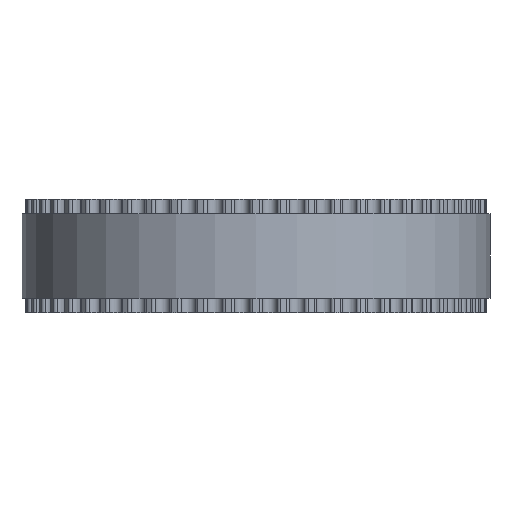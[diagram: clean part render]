
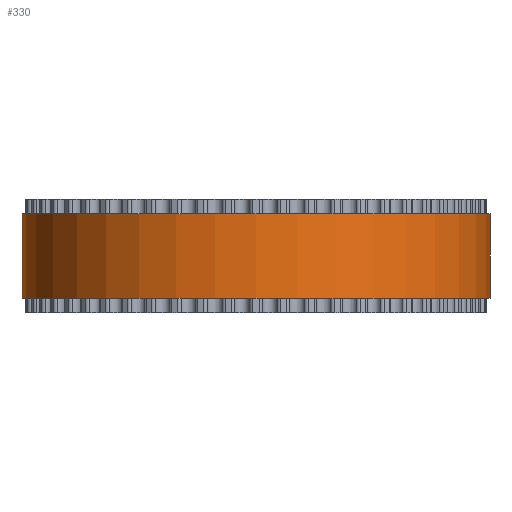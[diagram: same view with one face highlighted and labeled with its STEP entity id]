
A CAD part, front view. The second image highlights one B-rep face of the part: STEP entity #330.
In plain terms, the highlighted cylindrical face has radius 16.552 mm (diameter 33.104 mm), a full revolution.
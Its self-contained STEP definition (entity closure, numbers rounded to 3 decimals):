
#97=FACE_BOUND('',#960,.T.);
#98=FACE_BOUND('',#961,.T.);
#330=ADVANCED_FACE('',(#97,#98),#539,.T.);
#539=CYLINDRICAL_SURFACE('',#4719,16.552);
#960=EDGE_LOOP('',(#2626));
#961=EDGE_LOOP('',(#2627));
#2626=ORIENTED_EDGE('',*,*,#3670,.T.);
#2627=ORIENTED_EDGE('',*,*,#3671,.T.);
#3044=VERTEX_POINT('',#7440);
#3045=VERTEX_POINT('',#7442);
#3670=EDGE_CURVE('',#3044,#3044,#4088,.T.);
#3671=EDGE_CURVE('',#3045,#3045,#4089,.T.);
#4088=CIRCLE('',#4717,16.552);
#4089=CIRCLE('',#4718,16.552);
#4717=AXIS2_PLACEMENT_3D('',#7439,#6182,#6183);
#4718=AXIS2_PLACEMENT_3D('',#7441,#6184,#6185);
#4719=AXIS2_PLACEMENT_3D('',#7443,#6186,#6187);
#6182=DIRECTION('',(0.,0.,1.));
#6183=DIRECTION('',(1.,0.,0.));
#6184=DIRECTION('',(0.,0.,-1.));
#6185=DIRECTION('',(1.,0.,0.));
#6186=DIRECTION('',(0.,0.,1.));
#6187=DIRECTION('',(1.,0.,0.));
#7439=CARTESIAN_POINT('',(0.,0.,1.));
#7440=CARTESIAN_POINT('',(16.552,0.,1.));
#7441=CARTESIAN_POINT('',(0.,0.,7.));
#7442=CARTESIAN_POINT('',(16.552,0.,7.));
#7443=CARTESIAN_POINT('',(0.,0.,1.));
